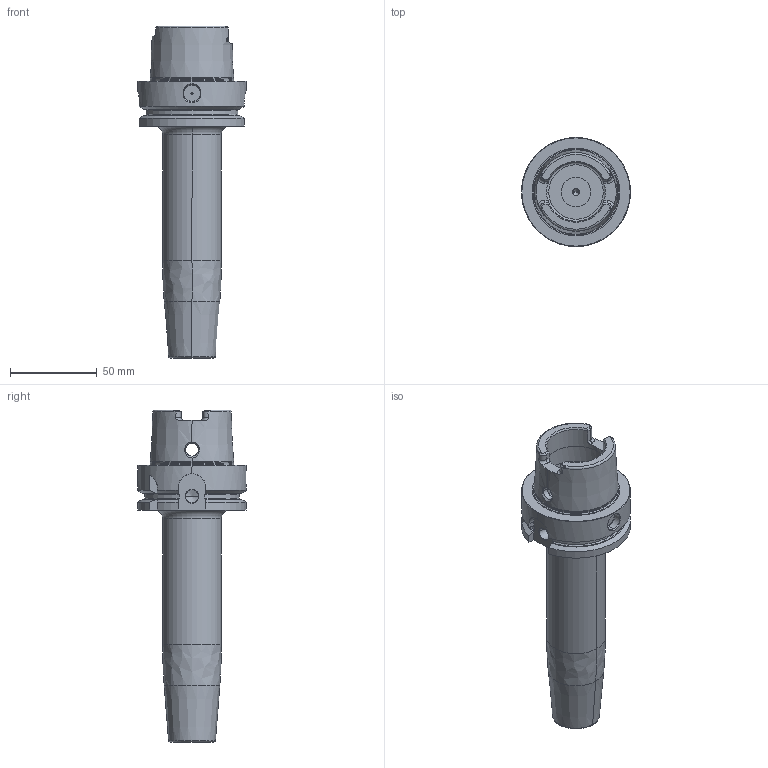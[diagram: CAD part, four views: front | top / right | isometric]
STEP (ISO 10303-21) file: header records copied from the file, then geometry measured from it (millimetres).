
FILE_DESCRIPTION((''),'2;1');
FILE_NAME('608088231-000-00-E43','2024-05-16T13:52:31',('muellerst1'),(''),'CREO PARAMETRIC BY PTC INC, 2021184','CREO PARAMETRIC BY PTC INC, 2021184','');
FILE_SCHEMA(('AP242_MANAGED_MODEL_BASED_3D_ENGINEERING_MIM_LF { 1 0 10303 442 1 1 4 }'));
Length unit declared in the file: millimetre
Products named in the file (1): 608088231-000-00-E43
Bounding box: 63 x 63 x 191.9 mm (x, y, z)
Volume: 188168.3 mm3; surface area: 37853.9 mm2
Topology: 1 solids, 1 shells, 166 faces, 418 edges, 256 vertices
Faces by surface type: cylinder 47, plane 47, cone 44, torus 26, bspline 2
Entity records: 8419 total; most frequent: CARTESIAN_POINT 2593, DIRECTION 843, ORIENTED_EDGE 828, PRESENTATION_STYLE_ASSIGNMENT 428, STYLED_ITEM 428, CURVE_STYLE 427, EDGE_CURVE 414, AXIS2_PLACEMENT_3D 342
